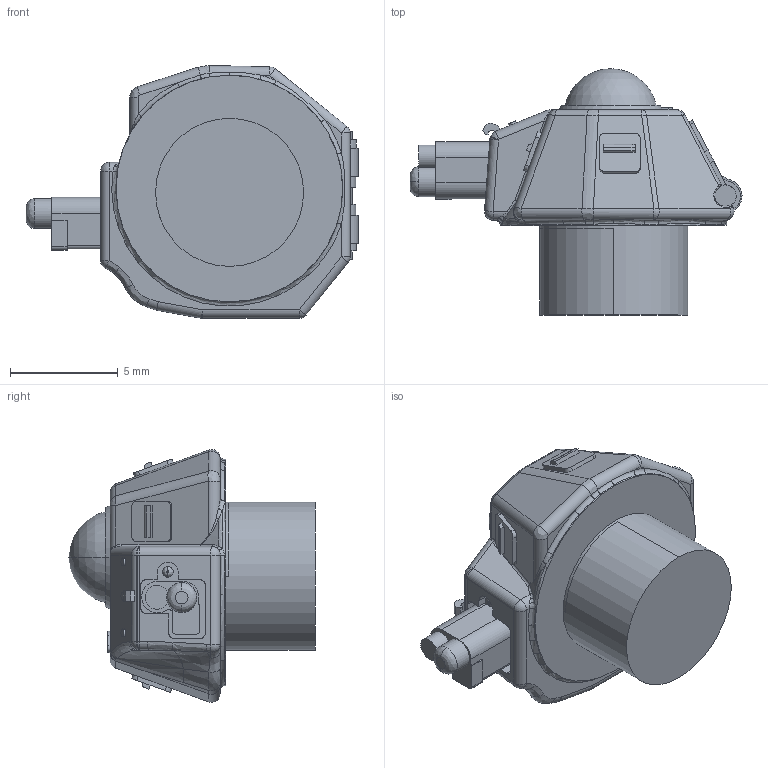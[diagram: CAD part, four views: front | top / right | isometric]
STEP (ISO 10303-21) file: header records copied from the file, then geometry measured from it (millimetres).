
FILE_DESCRIPTION((''),'2;1');
FILE_NAME('R35_TURRET','2017-06-23T',('User'),(''),'CREO PARAMETRIC BY PTC INC, 2015380','CREO PARAMETRIC BY PTC INC, 2015380','');
FILE_SCHEMA(('CONFIG_CONTROL_DESIGN'));
Length unit declared in the file: millimetre
Products named in the file (1): R35_TURRET
Bounding box: 15.38 x 11.4 x 11.72 mm (x, y, z)
Volume: 661.8 mm3; surface area: 518.6 mm2
Topology: 1 solids, 1 shells, 285 faces, 705 edges, 437 vertices
Faces by surface type: cylinder 108, plane 105, bspline 44, sphere 20, torus 5, cone 3
Entity records: 10281 total; most frequent: CARTESIAN_POINT 3676, ORIENTED_EDGE 1406, DIRECTION 1342, EDGE_CURVE 703, AXIS2_PLACEMENT_3D 504, VERTEX_POINT 437, VECTOR 334, LINE 334
